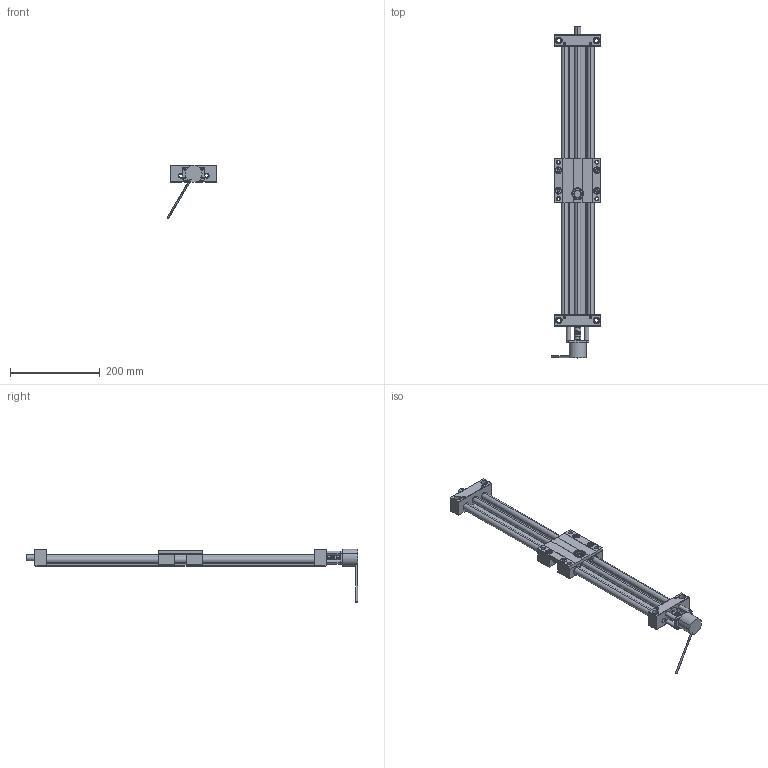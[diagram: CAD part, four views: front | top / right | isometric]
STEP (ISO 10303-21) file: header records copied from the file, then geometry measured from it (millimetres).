
FILE_DESCRIPTION (( 'STEP AP203' ), '1' );
FILE_NAME ('SLW_1660_10_500_1_mit Geber.STEP', '2023-04-22T10:09:08', ( '' ), ( '' ), 'SwSTEP 2.0', 'SolidWorks 2018', '' );
FILE_SCHEMA (( 'CONFIG_CONTROL_DESIGN' ));
Length unit declared in the file: millimetre
Products named in the file (13): SLW_1660_10_500_1_mit Geber; MK5_5_27_6_6_1; MK5_5_27_6_6; 2023_04_22_11_18_51_0628; KUPPLUNGSGLOCKE_GEBER_1; STIFT_6x32; GEBEREINBAU_1; 2023_04_22_11_18_51_0613; 2023_04_22_11_18_51_0722; 2023_04_22_11_18_51_0644; 2023_04_22_11_18_51_0706; LPD3806-600BM-G5-24C
Assembly tree (12 placements, depth 4):
  SLW_1660_10_500_1_mit Geber
    2023_04_22_11_18_51_0722
    2023_04_22_11_18_51_0706
    2023_04_22_11_18_51_0644
    2023_04_22_11_18_51_0628
    2023_04_22_11_18_51_0613
    GEBEREINBAU_1
      LPD3806-600BM-G5-24C
      MK5_5_27_6_6_1
        MK5_5_27_6_6_1
        MK5_5_27_6_6
      STIFT_6x32
      KUPPLUNGSGLOCKE_GEBER_1
Bounding box: 111.23 x 741.41 x 119.59 mm (x, y, z)
Volume: 912197.9 mm3; surface area: 302399.4 mm2
Topology: 16 solids, 16 shells, 1743 faces, 4582 edges, 2964 vertices
Faces by surface type: plane 849, cylinder 672, cone 158, bspline 62, torus 2
Entity records: 60669 total; most frequent: CARTESIAN_POINT 15332, DIRECTION 9374, ORIENTED_EDGE 9108, EDGE_CURVE 4554, AXIS2_PLACEMENT_3D 3362, VERTEX_POINT 2964, VECTOR 2650, LINE 2650
